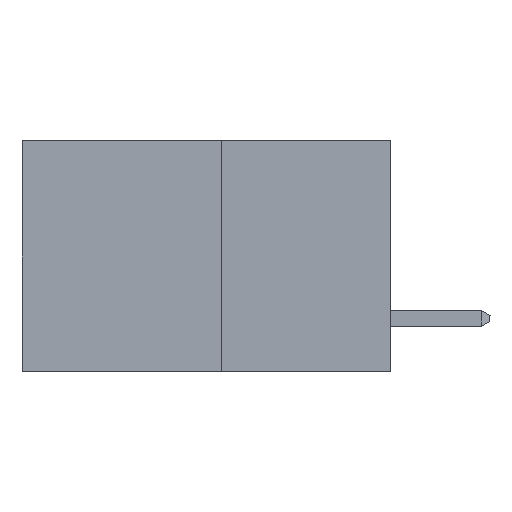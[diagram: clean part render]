
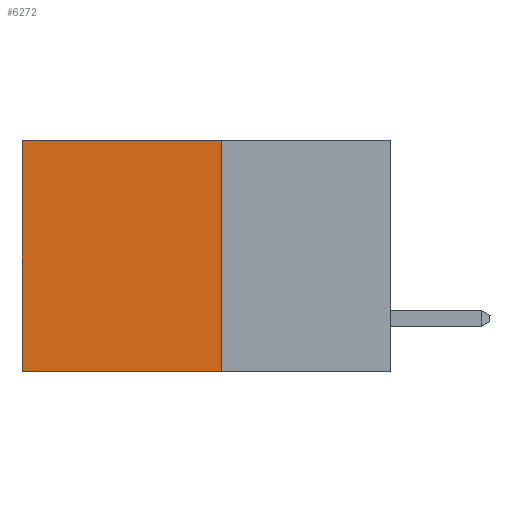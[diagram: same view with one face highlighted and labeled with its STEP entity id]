
A CAD part, left-side view. The second image highlights one B-rep face of the part: STEP entity #6272.
In plain terms, the highlighted planar face has unit normal (-1, 0, 0).
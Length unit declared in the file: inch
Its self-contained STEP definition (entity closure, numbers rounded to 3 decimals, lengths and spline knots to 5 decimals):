
#357 = DIRECTION ( 'NONE',  ( 0., 0., -1. ) ) ;
#1399 = VERTEX_POINT ( 'NONE', #7064 ) ;
#1446 = VECTOR ( 'NONE', #5226, 39.37008 ) ;
#2004 = VERTEX_POINT ( 'NONE', #2627 ) ;
#2064 = DIRECTION ( 'NONE',  ( 0., 0., -1. ) ) ;
#2067 = DIRECTION ( 'NONE',  ( 1., 0., 0. ) ) ;
#2154 = EDGE_CURVE ( 'NONE', #4488, #2004, #7674, .T. ) ;
#2627 = CARTESIAN_POINT ( 'NONE',  ( 0.277, 0.27, -0.37 ) ) ;
#2861 = CARTESIAN_POINT ( 'NONE',  ( 0.277, 0.27, -0.37 ) ) ;
#2879 = PLANE ( 'NONE',  #7203 ) ;
#3021 = VECTOR ( 'NONE', #3404, 39.37008 ) ;
#3404 = DIRECTION ( 'NONE',  ( 0., 1., 0. ) ) ;
#3558 = CARTESIAN_POINT ( 'NONE',  ( 0.277, 0.27, 0. ) ) ;
#4488 = VERTEX_POINT ( 'NONE', #9520 ) ;
#4937 = EDGE_CURVE ( 'NONE', #4488, #1399, #7364, .T. ) ;
#5214 = CARTESIAN_POINT ( 'NONE',  ( 0.277, 0.59, -0.37 ) ) ;
#5226 = DIRECTION ( 'NONE',  ( 0., 0., -1. ) ) ;
#5270 = VECTOR ( 'NONE', #9088, 39.37008 ) ;
#5874 = EDGE_CURVE ( 'NONE', #1399, #8242, #7473, .T. ) ;
#6246 = FACE_OUTER_BOUND ( 'NONE', #7195, .T. ) ;
#6272 = ADVANCED_FACE ( 'NONE', ( #6246 ), #2879, .F. ) ;
#6515 = CARTESIAN_POINT ( 'NONE',  ( 0.277, 0.27, -0.37 ) ) ;
#6833 = ORIENTED_EDGE ( 'NONE', *, *, #5874, .T. ) ;
#6906 = CARTESIAN_POINT ( 'NONE',  ( 0.277, 0.27, -0.37 ) ) ;
#6928 = VECTOR ( 'NONE', #357, 39.37008 ) ;
#7064 = CARTESIAN_POINT ( 'NONE',  ( 0.277, 0.59, 0. ) ) ;
#7195 = EDGE_LOOP ( 'NONE', ( #6833, #7237, #7450, #8190 ) ) ;
#7203 = AXIS2_PLACEMENT_3D ( 'NONE', #2861, #2067, #2064 ) ;
#7237 = ORIENTED_EDGE ( 'NONE', *, *, #9376, .F. ) ;
#7364 = LINE ( 'NONE', #3558, #3021 ) ;
#7450 = ORIENTED_EDGE ( 'NONE', *, *, #2154, .F. ) ;
#7473 = LINE ( 'NONE', #5214, #1446 ) ;
#7674 = LINE ( 'NONE', #6515, #6928 ) ;
#8190 = ORIENTED_EDGE ( 'NONE', *, *, #4937, .T. ) ;
#8242 = VERTEX_POINT ( 'NONE', #9998 ) ;
#9088 = DIRECTION ( 'NONE',  ( 0., 1., 0. ) ) ;
#9376 = EDGE_CURVE ( 'NONE', #2004, #8242, #9455, .T. ) ;
#9455 = LINE ( 'NONE', #6906, #5270 ) ;
#9520 = CARTESIAN_POINT ( 'NONE',  ( 0.277, 0.27, 0. ) ) ;
#9998 = CARTESIAN_POINT ( 'NONE',  ( 0.277, 0.59, -0.37 ) ) ;
